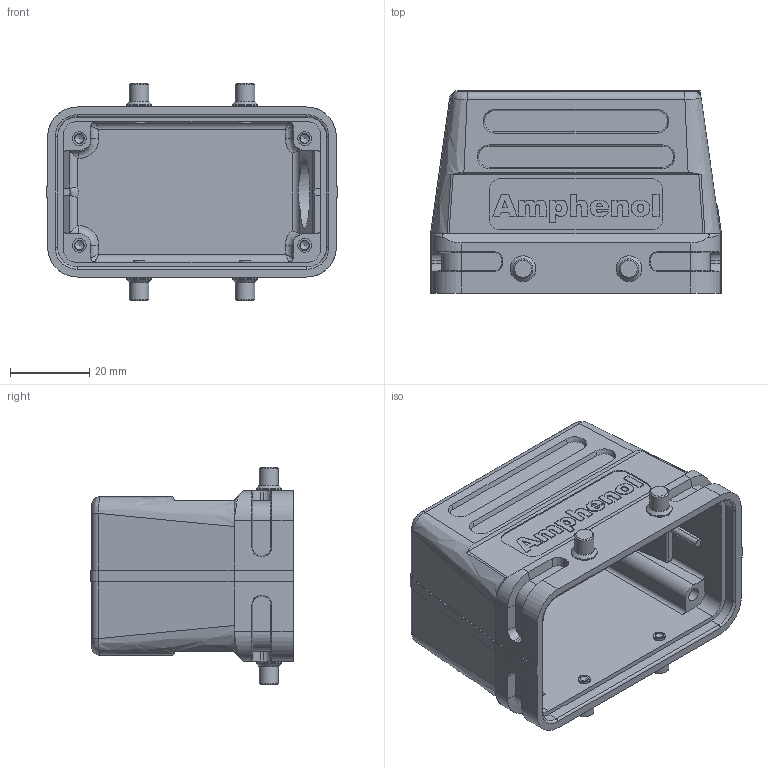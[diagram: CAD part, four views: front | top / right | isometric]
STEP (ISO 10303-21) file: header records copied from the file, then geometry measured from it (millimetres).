
FILE_DESCRIPTION(/* description */ (''),/* implementation_level */ '2;1');
FILE_NAME(/* name */ 'C146_21R010_550_1.stp',/* time_stamp */ '2016-10-27T12:58:56+02:00',/* author */ (''),/* organization */ (''),/* preprocessor_version */ 'ST-DEVELOPER v15',/* originating_system */ 'SIEMENS PLM Software NX 9.0',/* authorisation */ '');
FILE_SCHEMA (('CONFIG_CONTROL_DESIGN'));
Length unit declared in the file: millimetre
Products named in the file (1): c3d-c146 21r010 550 1nxm001-01
Bounding box: 73.6 x 51.3 x 55 mm (x, y, z)
Volume: 39869.6 mm3; surface area: 26818.2 mm2
Topology: 1 solids, 1 shells, 397 faces, 1009 edges, 636 vertices
Faces by surface type: plane 181, cylinder 94, bspline 51, cone 32, extrusion 23, torus 16
Full cylindrical faces by diameter (mm): 2.5 x4, 2.95 x4, 3 x4, 3.5 x4, 4.9 x4, 6.5 x4, 18.5 x1
Entity records: 12982 total; most frequent: CARTESIAN_POINT 4285, ORIENTED_EDGE 1806, DIRECTION 1606, EDGE_CURVE 903, VERTEX_POINT 607, AXIS2_PLACEMENT_3D 568, EDGE_LOOP 490, VECTOR 470
